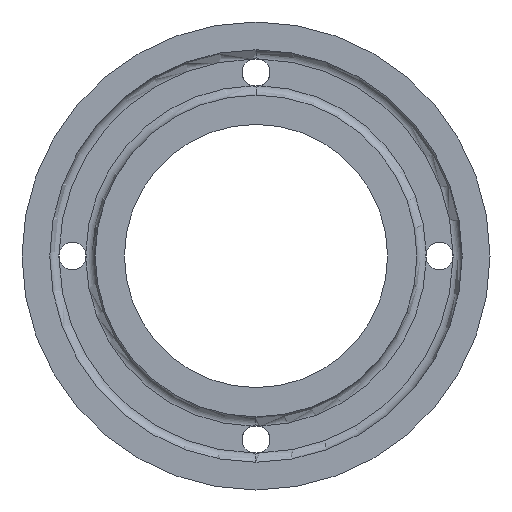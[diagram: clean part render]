
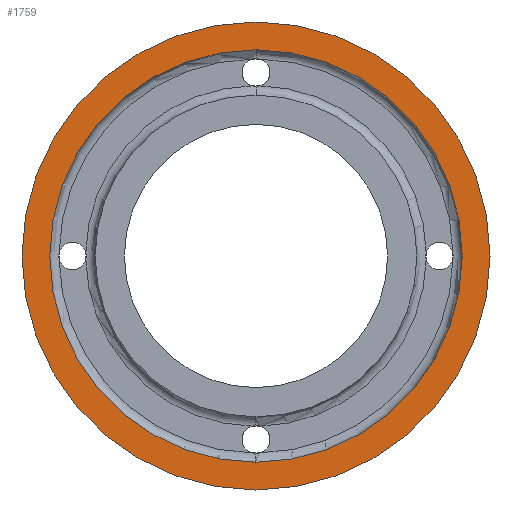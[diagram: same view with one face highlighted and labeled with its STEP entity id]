
A CAD part, left-side view. The second image highlights one B-rep face of the part: STEP entity #1759.
In plain terms, the highlighted planar face has unit normal (-1, 0, 0).
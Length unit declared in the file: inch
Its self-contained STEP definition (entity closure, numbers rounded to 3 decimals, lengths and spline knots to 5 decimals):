
#31 = CIRCLE ( 'NONE', #1722, 3.14961 ) ;
#95 = FACE_OUTER_BOUND ( 'NONE', #529, .T. ) ;
#105 = DIRECTION ( 'NONE',  ( 0., 0., 1. ) ) ;
#119 = VERTEX_POINT ( 'NONE', #1835 ) ;
#152 = ORIENTED_EDGE ( 'NONE', *, *, #1503, .F. ) ;
#193 = CARTESIAN_POINT ( 'NONE',  ( -1.11, 0., -2.77561 ) ) ;
#264 = DIRECTION ( 'NONE',  ( -1., 0., 0. ) ) ;
#364 = PLANE ( 'NONE',  #1672 ) ;
#488 = AXIS2_PLACEMENT_3D ( 'NONE', #1796, #953, #105 ) ;
#504 = DIRECTION ( 'NONE',  ( 0., 0., -1. ) ) ;
#529 = EDGE_LOOP ( 'NONE', ( #1066, #1143 ) ) ;
#532 = VERTEX_POINT ( 'NONE', #193 ) ;
#571 = EDGE_CURVE ( 'NONE', #119, #1122, #594, .T. ) ;
#594 = CIRCLE ( 'NONE', #1008, 3.14961 ) ;
#596 = EDGE_LOOP ( 'NONE', ( #1292, #152 ) ) ;
#608 = CARTESIAN_POINT ( 'NONE',  ( -1.11, 0., 0. ) ) ;
#655 = AXIS2_PLACEMENT_3D ( 'NONE', #1120, #264, #1256 ) ;
#756 = DIRECTION ( 'NONE',  ( 0., 0., 1. ) ) ;
#770 = CARTESIAN_POINT ( 'NONE',  ( -1.11, 0., 0. ) ) ;
#785 = CARTESIAN_POINT ( 'NONE',  ( -1.11, 2.77561, 0. ) ) ;
#832 = CIRCLE ( 'NONE', #655, 2.77561 ) ;
#914 = DIRECTION ( 'NONE',  ( 0., 0., 1. ) ) ;
#948 = VERTEX_POINT ( 'NONE', #1448 ) ;
#953 = DIRECTION ( 'NONE',  ( -1., 0., 0. ) ) ;
#954 = EDGE_CURVE ( 'NONE', #1122, #119, #31, .T. ) ;
#1008 = AXIS2_PLACEMENT_3D ( 'NONE', #770, #1764, #914 ) ;
#1066 = ORIENTED_EDGE ( 'NONE', *, *, #954, .T. ) ;
#1120 = CARTESIAN_POINT ( 'NONE',  ( -1.11, 0., 0. ) ) ;
#1122 = VERTEX_POINT ( 'NONE', #1656 ) ;
#1143 = ORIENTED_EDGE ( 'NONE', *, *, #571, .T. ) ;
#1256 = DIRECTION ( 'NONE',  ( 0., 0., 1. ) ) ;
#1292 = ORIENTED_EDGE ( 'NONE', *, *, #1846, .F. ) ;
#1348 = DIRECTION ( 'NONE',  ( 1., 0., 0. ) ) ;
#1448 = CARTESIAN_POINT ( 'NONE',  ( -1.11, 0., 2.77561 ) ) ;
#1503 = EDGE_CURVE ( 'NONE', #532, #948, #832, .T. ) ;
#1509 = CIRCLE ( 'NONE', #488, 2.77561 ) ;
#1559 = FACE_BOUND ( 'NONE', #596, .T. ) ;
#1599 = DIRECTION ( 'NONE',  ( -1., 0., 0. ) ) ;
#1656 = CARTESIAN_POINT ( 'NONE',  ( -1.11, 0., 3.14961 ) ) ;
#1672 = AXIS2_PLACEMENT_3D ( 'NONE', #785, #1348, #504 ) ;
#1722 = AXIS2_PLACEMENT_3D ( 'NONE', #608, #1599, #756 ) ;
#1759 = ADVANCED_FACE ( 'NONE', ( #1559, #95 ), #364, .F. ) ;
#1764 = DIRECTION ( 'NONE',  ( -1., 0., 0. ) ) ;
#1796 = CARTESIAN_POINT ( 'NONE',  ( -1.11, 0., 0. ) ) ;
#1835 = CARTESIAN_POINT ( 'NONE',  ( -1.11, 0., -3.14961 ) ) ;
#1846 = EDGE_CURVE ( 'NONE', #948, #532, #1509, .T. ) ;
